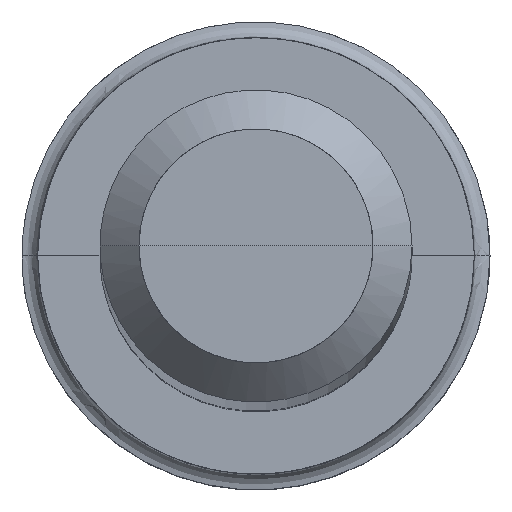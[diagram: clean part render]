
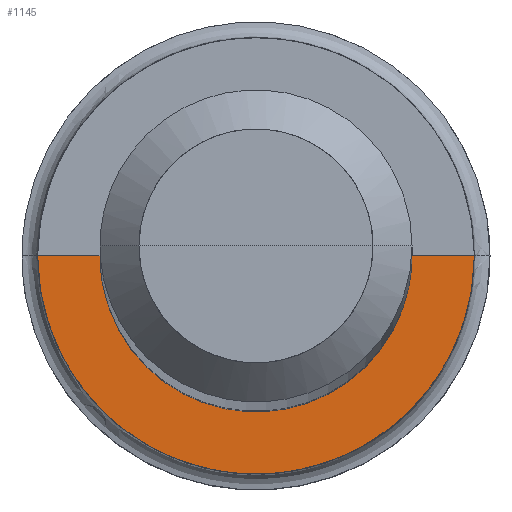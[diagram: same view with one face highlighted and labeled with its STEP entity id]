
A CAD part, top view. The second image highlights one B-rep face of the part: STEP entity #1145.
In plain terms, the highlighted free-form (B-spline) face has degree [1, 2] with [2, 5] control points.
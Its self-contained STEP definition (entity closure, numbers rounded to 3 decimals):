
#848=CARTESIAN_POINT('',(2.8,0.0,-8.0));
#852=CARTESIAN_POINT('',(-2.8,0.0,-8.0));
#853=CARTESIAN_POINT('',(2.0,0.0,-8.0));
#857=CARTESIAN_POINT('',(-2.0,0.0,-8.0));
#877=CARTESIAN_POINT('',(-2.8,-2.8,-8.0));
#878=CARTESIAN_POINT('',(0.0,-2.8,-8.0));
#879=CARTESIAN_POINT('',(2.8,-2.8,-8.0));
#880=CARTESIAN_POINT('',(-2.0,-2.0,-8.0));
#881=CARTESIAN_POINT('',(0.0,-2.0,-8.0));
#882=CARTESIAN_POINT('',(2.0,-2.0,-8.0));
#1126=(
BOUNDED_SURFACE()
B_SPLINE_SURFACE(1,2,(
(#852,#877,#878,#879,#848),
(#857,#880,#881,#882,#853)
), .UNSPECIFIED.,.F.,.F.,.F.)
B_SPLINE_SURFACE_WITH_KNOTS((2,2),(3,2,3),(
0.0,1.0),(
0.0,0.5,1.0), .UNSPECIFIED.)
GEOMETRIC_REPRESENTATION_ITEM()
RATIONAL_B_SPLINE_SURFACE(((1.0,0.707,1.0,0.707,1.0),
(1.0,0.707,1.0,0.707,1.0)
))
REPRESENTATION_ITEM('')
SURFACE()
);
#1127=(
BOUNDED_CURVE()
B_SPLINE_CURVE(2,(#857,#880,#881,#882,#853),.UNSPECIFIED.,.F.,.F.)
B_SPLINE_CURVE_WITH_KNOTS((3,2,3),
(0.0,0.5,1.0),.UNSPECIFIED.)
CURVE()
GEOMETRIC_REPRESENTATION_ITEM()
RATIONAL_B_SPLINE_CURVE((1.0,0.707,1.0,0.707,1.0))
REPRESENTATION_ITEM('')
);
#1128=(
BOUNDED_CURVE()
B_SPLINE_CURVE(1,(#853,#848),.UNSPECIFIED.,.F.,.F.)
B_SPLINE_CURVE_WITH_KNOTS((2,2),
(0.0,1.0),.UNSPECIFIED.)
CURVE()
GEOMETRIC_REPRESENTATION_ITEM()
RATIONAL_B_SPLINE_CURVE((1.0,1.0))
REPRESENTATION_ITEM('')
);
#1129=(
BOUNDED_CURVE()
B_SPLINE_CURVE(2,(#848,#879,#878,#877,#852),.UNSPECIFIED.,.F.,.F.)
B_SPLINE_CURVE_WITH_KNOTS((3,2,3),
(0.0,0.5,1.0),.UNSPECIFIED.)
CURVE()
GEOMETRIC_REPRESENTATION_ITEM()
RATIONAL_B_SPLINE_CURVE((1.0,0.707,1.0,0.707,1.0))
REPRESENTATION_ITEM('')
);
#1130=(
BOUNDED_CURVE()
B_SPLINE_CURVE(1,(#852,#857),.UNSPECIFIED.,.F.,.F.)
B_SPLINE_CURVE_WITH_KNOTS((2,2),
(0.0,1.0),.UNSPECIFIED.)
CURVE()
GEOMETRIC_REPRESENTATION_ITEM()
RATIONAL_B_SPLINE_CURVE((1.0,1.0))
REPRESENTATION_ITEM('')
);
#1131=VERTEX_POINT('',#848);
#1132=VERTEX_POINT('',#852);
#1133=VERTEX_POINT('',#853);
#1134=VERTEX_POINT('',#857);
#1135=EDGE_CURVE('',#1134,#1133,#1127,.T.);
#1136=EDGE_CURVE('',#1133,#1131,#1128,.T.);
#1137=EDGE_CURVE('',#1131,#1132,#1129,.T.);
#1138=EDGE_CURVE('',#1132,#1134,#1130,.T.);
#1139=ORIENTED_EDGE('',*,*,#1135,.T.);
#1140=ORIENTED_EDGE('',*,*,#1136,.T.);
#1141=ORIENTED_EDGE('',*,*,#1137,.T.);
#1142=ORIENTED_EDGE('',*,*,#1138,.T.);
#1143=EDGE_LOOP('',(#1139,#1140,#1141,#1142));
#1144=FACE_OUTER_BOUND('',#1143,.T.);
#1145=ADVANCED_FACE('',(#1144),#1126,.T.);
